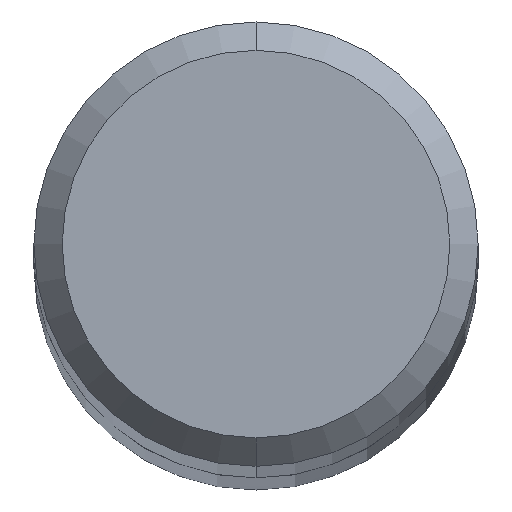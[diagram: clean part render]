
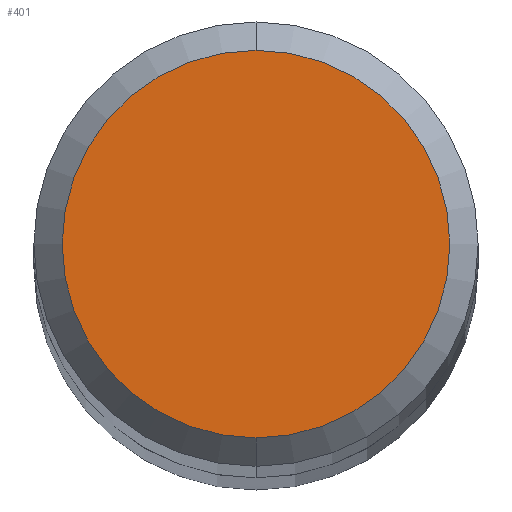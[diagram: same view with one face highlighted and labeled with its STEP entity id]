
A CAD part, top view. The second image highlights one B-rep face of the part: STEP entity #401.
In plain terms, the highlighted planar face has unit normal (0, 0, 1).
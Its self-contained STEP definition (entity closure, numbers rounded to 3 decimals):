
#167=VERTEX_POINT('',#443);
#283=EDGE_CURVE('',#291,#167,#572,.T.);
#291=VERTEX_POINT('',#580);
#401=ADVANCED_FACE('',(#700),#701,.T.);
#409=EDGE_CURVE('',#167,#291,#709,.T.);
#443=CARTESIAN_POINT('',(0.0,2.05,0.0));
#572=CIRCLE('',#981,2.05);
#580=CARTESIAN_POINT('',(0.,-2.05,0.0));
#700=FACE_OUTER_BOUND('',#1264,.T.);
#701=PLANE('',#1265);
#709=CIRCLE('',#1288,2.05);
#981=AXIS2_PLACEMENT_3D('',#1483,#1484,#1485);
#1264=EDGE_LOOP('',(#1606,#1607));
#1265=AXIS2_PLACEMENT_3D('',#1608,#1609,#1610);
#1288=AXIS2_PLACEMENT_3D('',#1613,#1614,#1615);
#1483=CARTESIAN_POINT('',(0.0,0.0,0.0));
#1484=DIRECTION('',(0.0,0.0,-1.0));
#1485=DIRECTION('',(0.0,1.0,0.0));
#1606=ORIENTED_EDGE('',*,*,#409,.F.);
#1607=ORIENTED_EDGE('',*,*,#283,.F.);
#1608=CARTESIAN_POINT('',(0.0,1.025,0.0));
#1609=DIRECTION('',(-0.0,0.0,1.0));
#1610=DIRECTION('',(0.0,-1.0,0.0));
#1613=CARTESIAN_POINT('',(0.0,0.0,0.0));
#1614=DIRECTION('',(0.0,0.0,-1.0));
#1615=DIRECTION('',(0.0,1.0,0.0));
